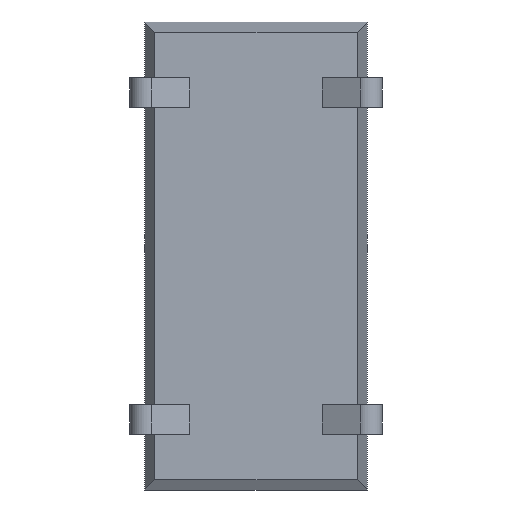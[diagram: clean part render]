
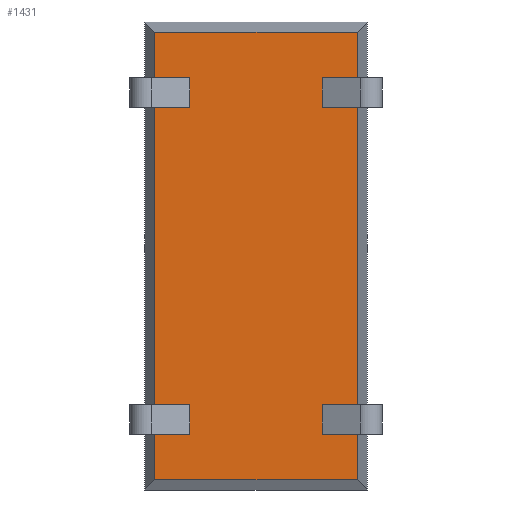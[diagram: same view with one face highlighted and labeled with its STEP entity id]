
A CAD part, front view. The second image highlights one B-rep face of the part: STEP entity #1431.
In plain terms, the highlighted planar face has unit normal (0, -1, 0).
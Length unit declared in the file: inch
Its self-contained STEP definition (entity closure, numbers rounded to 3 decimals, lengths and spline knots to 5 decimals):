
#11 = FACE_OUTER_BOUND ( 'NONE', #581, .T. ) ;
#124 = AXIS2_PLACEMENT_3D ( 'NONE', #273, #274, #275 ) ;
#252 = PLANE ( 'NONE',  #124 ) ;
#273 = CARTESIAN_POINT ( 'NONE',  ( 0., -0.03, 0. ) ) ;
#274 = DIRECTION ( 'NONE',  ( 0., -1., 0. ) ) ;
#275 = DIRECTION ( 'NONE',  ( 0., 0., -1. ) ) ;
#354 = LINE ( 'NONE', #1579, #361 ) ;
#361 = VECTOR ( 'NONE', #1574, 39.37008 ) ;
#394 = LINE ( 'NONE', #1561, #399 ) ;
#399 = VECTOR ( 'NONE', #1537, 39.37008 ) ;
#444 = EDGE_CURVE ( 'NONE', #1366, #717, #354, .T. ) ;
#463 = EDGE_CURVE ( 'NONE', #717, #742, #394, .T. ) ;
#581 = EDGE_LOOP ( 'NONE', ( #837, #848, #843, #853 ) ) ;
#708 = VERTEX_POINT ( 'NONE', #1041 ) ;
#717 = VERTEX_POINT ( 'NONE', #1007 ) ;
#742 = VERTEX_POINT ( 'NONE', #1103 ) ;
#837 = ORIENTED_EDGE ( 'NONE', *, *, #444, .T. ) ;
#843 = ORIENTED_EDGE ( 'NONE', *, *, #919, .T. ) ;
#848 = ORIENTED_EDGE ( 'NONE', *, *, #463, .T. ) ;
#853 = ORIENTED_EDGE ( 'NONE', *, *, #940, .T. ) ;
#919 = EDGE_CURVE ( 'NONE', #742, #708, #1142, .T. ) ;
#940 = EDGE_CURVE ( 'NONE', #708, #1366, #1182, .T. ) ;
#1007 = CARTESIAN_POINT ( 'NONE',  ( -1.638, -0.03, -0.03057 ) ) ;
#1032 = CARTESIAN_POINT ( 'NONE',  ( -1.50186, -0.03, -0.0375 ) ) ;
#1041 = CARTESIAN_POINT ( 'NONE',  ( -1.50186, -0.03, 0.27057 ) ) ;
#1103 = CARTESIAN_POINT ( 'NONE',  ( -1.50186, -0.03, -0.03057 ) ) ;
#1142 = LINE ( 'NONE', #1032, #1149 ) ;
#1149 = VECTOR ( 'NONE', #1354, 39.37008 ) ;
#1182 = LINE ( 'NONE', #1604, #1185 ) ;
#1185 = VECTOR ( 'NONE', #1605, 39.37008 ) ;
#1354 = DIRECTION ( 'NONE',  ( 0., 0., 1. ) ) ;
#1366 = VERTEX_POINT ( 'NONE', #1695 ) ;
#1431 = ADVANCED_FACE ( 'NONE', ( #11 ), #252, .T. ) ;
#1537 = DIRECTION ( 'NONE',  ( 1., 0., 0. ) ) ;
#1561 = CARTESIAN_POINT ( 'NONE',  ( -1.49493, -0.03, -0.03057 ) ) ;
#1574 = DIRECTION ( 'NONE',  ( 0., 0., -1. ) ) ;
#1579 = CARTESIAN_POINT ( 'NONE',  ( -1.638, -0.03, -0.0375 ) ) ;
#1604 = CARTESIAN_POINT ( 'NONE',  ( -1.49493, -0.03, 0.27057 ) ) ;
#1605 = DIRECTION ( 'NONE',  ( -1., 0., 0. ) ) ;
#1695 = CARTESIAN_POINT ( 'NONE',  ( -1.638, -0.03, 0.27057 ) ) ;
